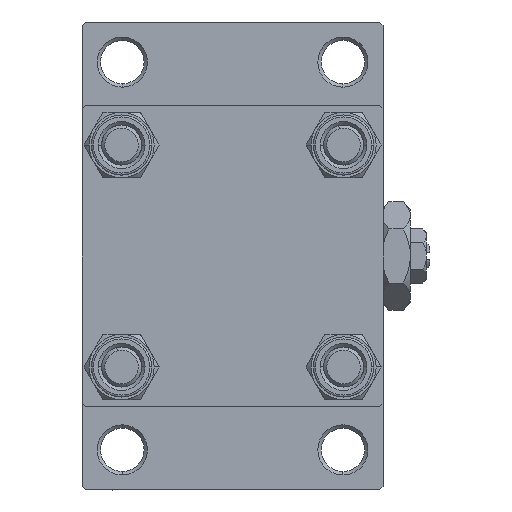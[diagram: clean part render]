
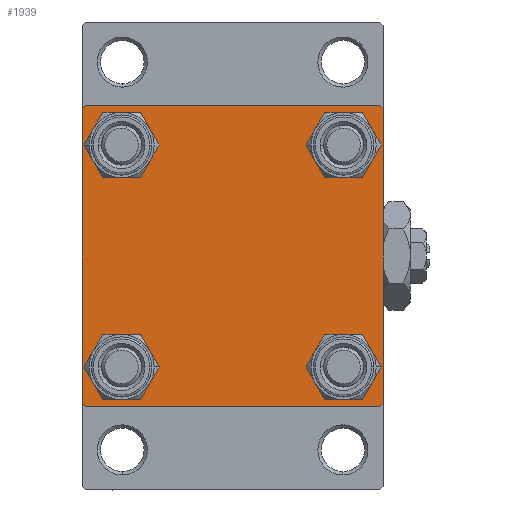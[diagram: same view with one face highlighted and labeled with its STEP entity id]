
A CAD part, left-side view. The second image highlights one B-rep face of the part: STEP entity #1939.
In plain terms, the highlighted planar face has unit normal (-1, 0, 0).
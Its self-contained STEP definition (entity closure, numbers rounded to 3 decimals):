
#289 = CARTESIAN_POINT ( 'NONE',  ( 0., -22.5, 22. ) ) ;
#292 = AXIS2_PLACEMENT_3D ( 'NONE', #42191, #8177, #23325 ) ;
#450 = ORIENTED_EDGE ( 'NONE', *, *, #32627, .T. ) ;
#622 = VECTOR ( 'NONE', #3853, 1000. ) ;
#847 = CARTESIAN_POINT ( 'NONE',  ( 0., 16.6, -13.1 ) ) ;
#1673 = VECTOR ( 'NONE', #2122, 1000. ) ;
#1939 = ADVANCED_FACE ( 'NONE', ( #26373, #47983, #13952, #44492, #10475 ), #29117, .T. ) ;
#2122 = DIRECTION ( 'NONE',  ( 0., -1., 0. ) ) ;
#2330 = ORIENTED_EDGE ( 'NONE', *, *, #8246, .T. ) ;
#2551 = VECTOR ( 'NONE', #38604, 1000. ) ;
#2655 = LINE ( 'NONE', #6616, #8329 ) ;
#2849 = CARTESIAN_POINT ( 'NONE',  ( 0., 22.5, -22.5 ) ) ;
#3853 = DIRECTION ( 'NONE',  ( 0., -0.707, 0.707 ) ) ;
#4470 = CIRCLE ( 'NONE', #33771, 3.5 ) ;
#4860 = ORIENTED_EDGE ( 'NONE', *, *, #7016, .T. ) ;
#5011 = EDGE_LOOP ( 'NONE', ( #35956, #20825 ) ) ;
#5429 = VERTEX_POINT ( 'NONE', #43328 ) ;
#5642 = ORIENTED_EDGE ( 'NONE', *, *, #30005, .T. ) ;
#5809 = VERTEX_POINT ( 'NONE', #6255 ) ;
#6049 = DIRECTION ( 'NONE',  ( 0., 0.707, 0.707 ) ) ;
#6255 = CARTESIAN_POINT ( 'NONE',  ( 0., -16.6, -20.1 ) ) ;
#6272 = AXIS2_PLACEMENT_3D ( 'NONE', #15447, #7025, #10746 ) ;
#6550 = VERTEX_POINT ( 'NONE', #847 ) ;
#6616 = CARTESIAN_POINT ( 'NONE',  ( 0., 22.5, 22.5 ) ) ;
#6617 = CIRCLE ( 'NONE', #292, 3.5 ) ;
#6777 = LINE ( 'NONE', #24917, #42718 ) ;
#7016 = EDGE_CURVE ( 'NONE', #24604, #30170, #22225, .T. ) ;
#7025 = DIRECTION ( 'NONE',  ( 1., 0., 0. ) ) ;
#8177 = DIRECTION ( 'NONE',  ( 1., 0., 0. ) ) ;
#8246 = EDGE_CURVE ( 'NONE', #42625, #45975, #12516, .T. ) ;
#8329 = VECTOR ( 'NONE', #14045, 1000. ) ;
#9231 = DIRECTION ( 'NONE',  ( 0., 0., -1. ) ) ;
#9258 = EDGE_CURVE ( 'NONE', #34831, #33645, #6777, .T. ) ;
#9430 = CIRCLE ( 'NONE', #6272, 3.5 ) ;
#9631 = CARTESIAN_POINT ( 'NONE',  ( 0., 22.5, -22. ) ) ;
#10051 = CIRCLE ( 'NONE', #37803, 3.5 ) ;
#10238 = CARTESIAN_POINT ( 'NONE',  ( 0., 0., 0. ) ) ;
#10324 = EDGE_CURVE ( 'NONE', #6550, #23077, #9430, .T. ) ;
#10475 = FACE_OUTER_BOUND ( 'NONE', #17503, .T. ) ;
#10514 = CARTESIAN_POINT ( 'NONE',  ( 0., -16.6, 13.1 ) ) ;
#10746 = DIRECTION ( 'NONE',  ( 0., 0., 1. ) ) ;
#11848 = ORIENTED_EDGE ( 'NONE', *, *, #46925, .T. ) ;
#12230 = AXIS2_PLACEMENT_3D ( 'NONE', #37670, #49075, #37912 ) ;
#12516 = CIRCLE ( 'NONE', #40270, 3.5 ) ;
#13808 = CIRCLE ( 'NONE', #12230, 3.5 ) ;
#13952 = FACE_BOUND ( 'NONE', #5011, .T. ) ;
#14045 = DIRECTION ( 'NONE',  ( 0., -1., 0. ) ) ;
#14950 = ORIENTED_EDGE ( 'NONE', *, *, #26129, .T. ) ;
#15447 = CARTESIAN_POINT ( 'NONE',  ( 0., 16.6, -16.6 ) ) ;
#15476 = EDGE_CURVE ( 'NONE', #19102, #24604, #33122, .T. ) ;
#16690 = DIRECTION ( 'NONE',  ( 0., 0., 1. ) ) ;
#17001 = CARTESIAN_POINT ( 'NONE',  ( 0., -22., -22.5 ) ) ;
#17251 = LINE ( 'NONE', #32407, #47393 ) ;
#17503 = EDGE_LOOP ( 'NONE', ( #14950, #32118, #28738, #4860, #43901, #45882, #26264, #21300 ) ) ;
#17672 = CARTESIAN_POINT ( 'NONE',  ( 0., 22.25, -22.25 ) ) ;
#18384 = DIRECTION ( 'NONE',  ( 1., 0., 0. ) ) ;
#19102 = VERTEX_POINT ( 'NONE', #26135 ) ;
#19240 = CARTESIAN_POINT ( 'NONE',  ( 0., -22.5, 22.5 ) ) ;
#19580 = CARTESIAN_POINT ( 'NONE',  ( 0., -16.6, -16.6 ) ) ;
#20087 = EDGE_CURVE ( 'NONE', #34831, #30170, #45566, .T. ) ;
#20448 = CARTESIAN_POINT ( 'NONE',  ( 0., 16.6, 20.1 ) ) ;
#20825 = ORIENTED_EDGE ( 'NONE', *, *, #34101, .T. ) ;
#21105 = CARTESIAN_POINT ( 'NONE',  ( 0., 22., 22.5 ) ) ;
#21122 = CARTESIAN_POINT ( 'NONE',  ( 0., 16.6, 13.1 ) ) ;
#21240 = DIRECTION ( 'NONE',  ( 0., 0.707, -0.707 ) ) ;
#21300 = ORIENTED_EDGE ( 'NONE', *, *, #31344, .T. ) ;
#21577 = AXIS2_PLACEMENT_3D ( 'NONE', #32095, #23439, #16690 ) ;
#22171 = DIRECTION ( 'NONE',  ( 0., 0., 1. ) ) ;
#22225 = LINE ( 'NONE', #37859, #622 ) ;
#22430 = CIRCLE ( 'NONE', #27188, 3.5 ) ;
#23077 = VERTEX_POINT ( 'NONE', #42479 ) ;
#23325 = DIRECTION ( 'NONE',  ( 0., 0., 1. ) ) ;
#23439 = DIRECTION ( 'NONE',  ( 1., 0., 0. ) ) ;
#23627 = DIRECTION ( 'NONE',  ( 0., 0., 1. ) ) ;
#24144 = VECTOR ( 'NONE', #9231, 1000. ) ;
#24604 = VERTEX_POINT ( 'NONE', #17001 ) ;
#24665 = ORIENTED_EDGE ( 'NONE', *, *, #25496, .T. ) ;
#24722 = AXIS2_PLACEMENT_3D ( 'NONE', #10238, #40520, #23627 ) ;
#24917 = CARTESIAN_POINT ( 'NONE',  ( 0., -22.25, 22.25 ) ) ;
#25496 = EDGE_CURVE ( 'NONE', #25546, #34151, #13808, .T. ) ;
#25546 = VERTEX_POINT ( 'NONE', #20448 ) ;
#25896 = DIRECTION ( 'NONE',  ( 1., 0., 0. ) ) ;
#26129 = EDGE_CURVE ( 'NONE', #5429, #30970, #27620, .T. ) ;
#26135 = CARTESIAN_POINT ( 'NONE',  ( 0., 22., -22.5 ) ) ;
#26264 = ORIENTED_EDGE ( 'NONE', *, *, #27648, .F. ) ;
#26373 = FACE_BOUND ( 'NONE', #30586, .T. ) ;
#27157 = VECTOR ( 'NONE', #44010, 1000. ) ;
#27188 = AXIS2_PLACEMENT_3D ( 'NONE', #29065, #36504, #40469 ) ;
#27620 = LINE ( 'NONE', #43495, #24144 ) ;
#27648 = EDGE_CURVE ( 'NONE', #35045, #33645, #2655, .T. ) ;
#28738 = ORIENTED_EDGE ( 'NONE', *, *, #15476, .T. ) ;
#29065 = CARTESIAN_POINT ( 'NONE',  ( 0., 16.6, -16.6 ) ) ;
#29117 = PLANE ( 'NONE',  #24722 ) ;
#29371 = CARTESIAN_POINT ( 'NONE',  ( 0., 16.6, 16.6 ) ) ;
#29540 = CARTESIAN_POINT ( 'NONE',  ( 0., -16.6, 20.1 ) ) ;
#30005 = EDGE_CURVE ( 'NONE', #5809, #37909, #4470, .T. ) ;
#30170 = VERTEX_POINT ( 'NONE', #31613 ) ;
#30586 = EDGE_LOOP ( 'NONE', ( #2330, #39285 ) ) ;
#30970 = VERTEX_POINT ( 'NONE', #9631 ) ;
#31344 = EDGE_CURVE ( 'NONE', #35045, #5429, #17251, .T. ) ;
#31613 = CARTESIAN_POINT ( 'NONE',  ( 0., -22.5, -22. ) ) ;
#32095 = CARTESIAN_POINT ( 'NONE',  ( 0., -16.6, -16.6 ) ) ;
#32118 = ORIENTED_EDGE ( 'NONE', *, *, #32809, .T. ) ;
#32407 = CARTESIAN_POINT ( 'NONE',  ( 0., 22.25, 22.25 ) ) ;
#32627 = EDGE_CURVE ( 'NONE', #37909, #5809, #42993, .T. ) ;
#32809 = EDGE_CURVE ( 'NONE', #30970, #19102, #36316, .T. ) ;
#33122 = LINE ( 'NONE', #2849, #1673 ) ;
#33645 = VERTEX_POINT ( 'NONE', #35585 ) ;
#33771 = AXIS2_PLACEMENT_3D ( 'NONE', #19580, #42908, #34727 ) ;
#34101 = EDGE_CURVE ( 'NONE', #23077, #6550, #22430, .T. ) ;
#34151 = VERTEX_POINT ( 'NONE', #21122 ) ;
#34445 = EDGE_CURVE ( 'NONE', #45975, #42625, #6617, .T. ) ;
#34727 = DIRECTION ( 'NONE',  ( 0., 0., 1. ) ) ;
#34831 = VERTEX_POINT ( 'NONE', #289 ) ;
#35045 = VERTEX_POINT ( 'NONE', #21105 ) ;
#35585 = CARTESIAN_POINT ( 'NONE',  ( 0., -22., 22.5 ) ) ;
#35956 = ORIENTED_EDGE ( 'NONE', *, *, #10324, .T. ) ;
#36316 = LINE ( 'NONE', #17672, #27157 ) ;
#36504 = DIRECTION ( 'NONE',  ( 1., 0., 0. ) ) ;
#37261 = CARTESIAN_POINT ( 'NONE',  ( 0., -16.6, 16.6 ) ) ;
#37670 = CARTESIAN_POINT ( 'NONE',  ( 0., 16.6, 16.6 ) ) ;
#37803 = AXIS2_PLACEMENT_3D ( 'NONE', #29371, #25896, #22171 ) ;
#37859 = CARTESIAN_POINT ( 'NONE',  ( 0., -22.25, -22.25 ) ) ;
#37909 = VERTEX_POINT ( 'NONE', #45058 ) ;
#37912 = DIRECTION ( 'NONE',  ( 0., 0., 1. ) ) ;
#38604 = DIRECTION ( 'NONE',  ( 0., 0., -1. ) ) ;
#39285 = ORIENTED_EDGE ( 'NONE', *, *, #34445, .T. ) ;
#39806 = EDGE_LOOP ( 'NONE', ( #450, #5642 ) ) ;
#40270 = AXIS2_PLACEMENT_3D ( 'NONE', #37261, #18384, #45457 ) ;
#40469 = DIRECTION ( 'NONE',  ( 0., 0., 1. ) ) ;
#40520 = DIRECTION ( 'NONE',  ( -1., 0., 0. ) ) ;
#42191 = CARTESIAN_POINT ( 'NONE',  ( 0., -16.6, 16.6 ) ) ;
#42479 = CARTESIAN_POINT ( 'NONE',  ( 0., 16.6, -20.1 ) ) ;
#42625 = VERTEX_POINT ( 'NONE', #29540 ) ;
#42718 = VECTOR ( 'NONE', #6049, 1000. ) ;
#42908 = DIRECTION ( 'NONE',  ( 1., 0., 0. ) ) ;
#42993 = CIRCLE ( 'NONE', #21577, 3.5 ) ;
#43328 = CARTESIAN_POINT ( 'NONE',  ( 0., 22.5, 22. ) ) ;
#43495 = CARTESIAN_POINT ( 'NONE',  ( 0., 22.5, 22.5 ) ) ;
#43901 = ORIENTED_EDGE ( 'NONE', *, *, #20087, .F. ) ;
#44010 = DIRECTION ( 'NONE',  ( 0., -0.707, -0.707 ) ) ;
#44492 = FACE_BOUND ( 'NONE', #47720, .T. ) ;
#45058 = CARTESIAN_POINT ( 'NONE',  ( 0., -16.6, -13.1 ) ) ;
#45457 = DIRECTION ( 'NONE',  ( 0., 0., 1. ) ) ;
#45566 = LINE ( 'NONE', #19240, #2551 ) ;
#45882 = ORIENTED_EDGE ( 'NONE', *, *, #9258, .T. ) ;
#45975 = VERTEX_POINT ( 'NONE', #10514 ) ;
#46925 = EDGE_CURVE ( 'NONE', #34151, #25546, #10051, .T. ) ;
#47393 = VECTOR ( 'NONE', #21240, 1000. ) ;
#47720 = EDGE_LOOP ( 'NONE', ( #24665, #11848 ) ) ;
#47983 = FACE_BOUND ( 'NONE', #39806, .T. ) ;
#49075 = DIRECTION ( 'NONE',  ( 1., 0., 0. ) ) ;
